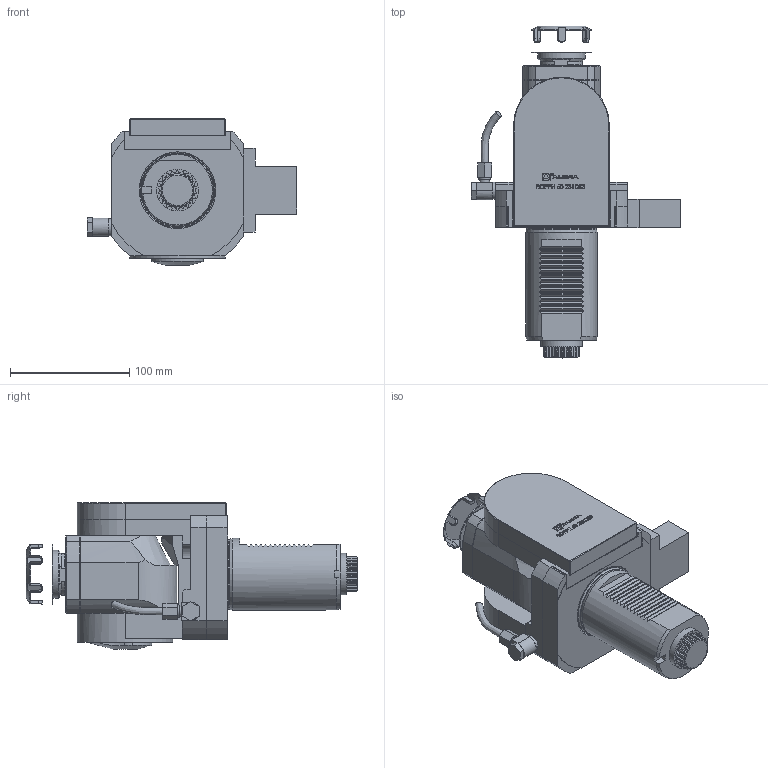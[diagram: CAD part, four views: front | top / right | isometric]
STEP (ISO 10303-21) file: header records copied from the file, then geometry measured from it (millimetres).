
FILE_DESCRIPTION (( 'STEP AP214' ), '1' );
FILE_NAME ('ROPPH60231DS3.STEP', '2025-09-05T14:01:09', ( '' ), ( '' ), 'SwSTEP 2.0', 'SolidWorks 2023', '' );
FILE_SCHEMA (( 'AUTOMOTIVE_DESIGN' ));
Length unit declared in the file: millimetre
Products named in the file (1): ROPPH60231DS3
Bounding box: 175.7 x 277.91 x 123 mm (x, y, z)
Volume: 1235579.1 mm3; surface area: 124080.1 mm2
Topology: 1 solids, 2 shells, 924 faces, 2543 edges, 1662 vertices
Faces by surface type: plane 594, cylinder 166, bspline 106, cone 43, torus 15
Full cylindrical faces by diameter (mm): 1.7 x1, 2.1 x1, 6.366 x1, 8.2 x1, 9.8 x1, 14.5 x1, 34.8 x1, 40 x1, 50 x2, 58.7 x1, 60 x1, 80 x1
Entity records: 45932 total; most frequent: CARTESIAN_POINT 13353, ORIENTED_EDGE 5016, DIRECTION 4122, EDGE_CURVE 2508, VERTEX_POINT 1649, VECTOR 1524, LINE 1524, AXIS2_PLACEMENT_3D 1299
